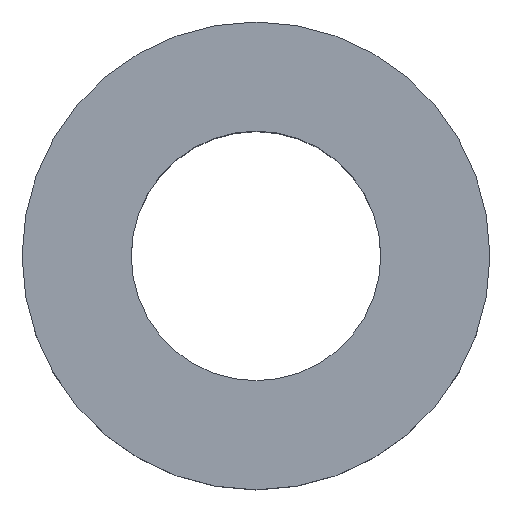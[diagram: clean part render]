
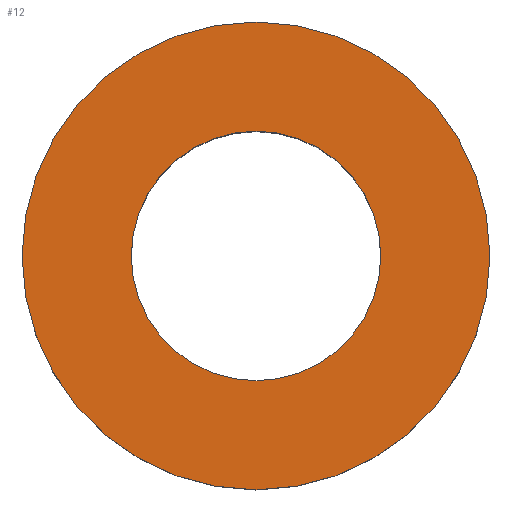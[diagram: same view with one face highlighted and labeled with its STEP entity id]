
A CAD part, top view. The second image highlights one B-rep face of the part: STEP entity #12.
In plain terms, the highlighted planar face has unit normal (0, 0, 1).
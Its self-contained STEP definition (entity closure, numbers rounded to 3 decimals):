
#12 = ADVANCED_FACE ( 'NONE', ( #116, #209 ), #272, .T. ) ;
#26 = AXIS2_PLACEMENT_3D ( 'NONE', #103, #110, #88 ) ;
#29 = CIRCLE ( 'NONE', #26, 7.5 ) ;
#61 = CIRCLE ( 'NONE', #70, 4. ) ;
#65 = CIRCLE ( 'NONE', #69, 7.5 ) ;
#69 = AXIS2_PLACEMENT_3D ( 'NONE', #233, #231, #229 ) ;
#70 = AXIS2_PLACEMENT_3D ( 'NONE', #344, #343, #342 ) ;
#79 = DIRECTION ( 'NONE',  ( 0., 0., 1. ) ) ;
#87 = CIRCLE ( 'NONE', #170, 4. ) ;
#88 = DIRECTION ( 'NONE',  ( 1., 0., 0. ) ) ;
#103 = CARTESIAN_POINT ( 'NONE',  ( -13.5, 0., 9. ) ) ;
#110 = DIRECTION ( 'NONE',  ( 0., 0., 1. ) ) ;
#116 = FACE_OUTER_BOUND ( 'NONE', #130, .T. ) ;
#124 = AXIS2_PLACEMENT_3D ( 'NONE', #269, #79, #138 ) ;
#130 = EDGE_LOOP ( 'NONE', ( #214, #216 ) ) ;
#134 = DIRECTION ( 'NONE',  ( 1., 0., 0. ) ) ;
#136 = CARTESIAN_POINT ( 'NONE',  ( -13.5, 0., 9. ) ) ;
#138 = DIRECTION ( 'NONE',  ( 1., 0., 0. ) ) ;
#142 = DIRECTION ( 'NONE',  ( 0., 0., 1. ) ) ;
#169 = VERTEX_POINT ( 'NONE', #312 ) ;
#170 = AXIS2_PLACEMENT_3D ( 'NONE', #136, #142, #134 ) ;
#173 = VERTEX_POINT ( 'NONE', #319 ) ;
#183 = VERTEX_POINT ( 'NONE', #310 ) ;
#209 = FACE_BOUND ( 'NONE', #302, .T. ) ;
#214 = ORIENTED_EDGE ( 'NONE', *, *, #235, .T. ) ;
#216 = ORIENTED_EDGE ( 'NONE', *, *, #296, .T. ) ;
#222 = ORIENTED_EDGE ( 'NONE', *, *, #286, .F. ) ;
#224 = ORIENTED_EDGE ( 'NONE', *, *, #337, .F. ) ;
#229 = DIRECTION ( 'NONE',  ( 1., 0., 0. ) ) ;
#231 = DIRECTION ( 'NONE',  ( 0., 0., 1. ) ) ;
#233 = CARTESIAN_POINT ( 'NONE',  ( -13.5, 0., 9. ) ) ;
#235 = EDGE_CURVE ( 'NONE', #183, #239, #65, .T. ) ;
#239 = VERTEX_POINT ( 'NONE', #260 ) ;
#260 = CARTESIAN_POINT ( 'NONE',  ( -21., 0., 9. ) ) ;
#269 = CARTESIAN_POINT ( 'NONE',  ( -9.5, 0., 9. ) ) ;
#272 = PLANE ( 'NONE',  #124 ) ;
#286 = EDGE_CURVE ( 'NONE', #173, #169, #87, .T. ) ;
#296 = EDGE_CURVE ( 'NONE', #239, #183, #29, .T. ) ;
#302 = EDGE_LOOP ( 'NONE', ( #222, #224 ) ) ;
#310 = CARTESIAN_POINT ( 'NONE',  ( -6., 0., 9. ) ) ;
#312 = CARTESIAN_POINT ( 'NONE',  ( -17.5, 0., 9. ) ) ;
#319 = CARTESIAN_POINT ( 'NONE',  ( -9.5, 0., 9. ) ) ;
#337 = EDGE_CURVE ( 'NONE', #169, #173, #61, .T. ) ;
#342 = DIRECTION ( 'NONE',  ( 1., 0., 0. ) ) ;
#343 = DIRECTION ( 'NONE',  ( 0., 0., 1. ) ) ;
#344 = CARTESIAN_POINT ( 'NONE',  ( -13.5, 0., 9. ) ) ;
